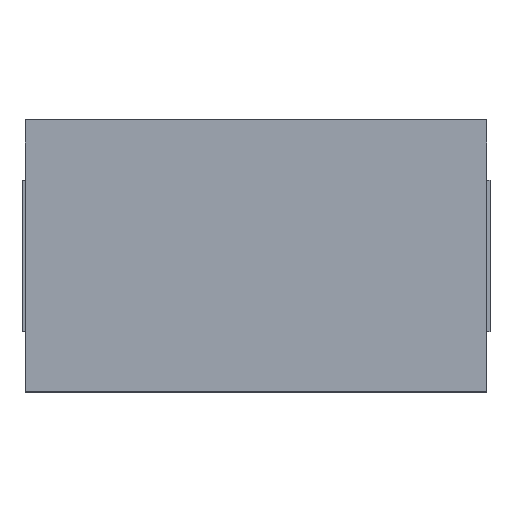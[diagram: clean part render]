
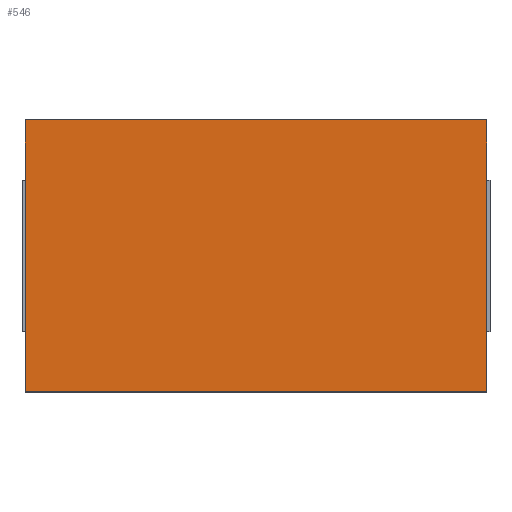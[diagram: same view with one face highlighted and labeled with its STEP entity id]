
A CAD part, top view. The second image highlights one B-rep face of the part: STEP entity #546.
In plain terms, the highlighted planar face has unit normal (0, 0, 1).
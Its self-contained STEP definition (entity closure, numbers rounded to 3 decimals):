
#48=FACE_OUTER_BOUND('',#78,.T.);
#78=EDGE_LOOP('',(#427,#428,#429,#430));
#119=LINE('',#802,#191);
#124=LINE('',#812,#196);
#127=LINE('',#817,#199);
#129=LINE('',#820,#201);
#191=VECTOR('',#647,4.3);
#196=VECTOR('',#654,4.3);
#199=VECTOR('',#659,7.3);
#201=VECTOR('',#663,7.3);
#256=VERTEX_POINT('',#799);
#257=VERTEX_POINT('',#801);
#260=VERTEX_POINT('',#809);
#261=VERTEX_POINT('',#811);
#311=EDGE_CURVE('',#256,#257,#119,.T.);
#316=EDGE_CURVE('',#260,#261,#124,.T.);
#319=EDGE_CURVE('',#261,#256,#127,.T.);
#321=EDGE_CURVE('',#257,#260,#129,.T.);
#427=ORIENTED_EDGE('',*,*,#316,.F.);
#428=ORIENTED_EDGE('',*,*,#321,.F.);
#429=ORIENTED_EDGE('',*,*,#311,.F.);
#430=ORIENTED_EDGE('',*,*,#319,.F.);
#516=PLANE('',#580);
#546=ADVANCED_FACE('',(#48),#516,.T.);
#580=AXIS2_PLACEMENT_3D('',#823,#667,#668);
#647=DIRECTION('',(0.,-1.,0.));
#654=DIRECTION('',(0.,1.,0.));
#659=DIRECTION('',(1.,0.,0.));
#663=DIRECTION('',(-1.,0.,0.));
#667=DIRECTION('center_axis',(0.,0.,1.));
#668=DIRECTION('ref_axis',(1.,0.,0.));
#799=CARTESIAN_POINT('',(8.75,4.721,1.9));
#801=CARTESIAN_POINT('',(8.75,0.421,1.9));
#802=CARTESIAN_POINT('',(8.75,0.421,1.9));
#809=CARTESIAN_POINT('',(1.45,0.421,1.9));
#811=CARTESIAN_POINT('',(1.45,4.721,1.9));
#812=CARTESIAN_POINT('',(1.45,4.721,1.9));
#817=CARTESIAN_POINT('',(8.75,4.721,1.9));
#820=CARTESIAN_POINT('',(1.45,0.421,1.9));
#823=CARTESIAN_POINT('Origin',(5.1,2.571,1.9));
